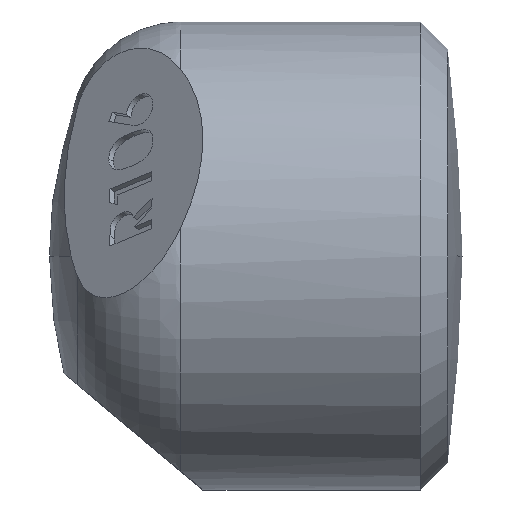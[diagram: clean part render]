
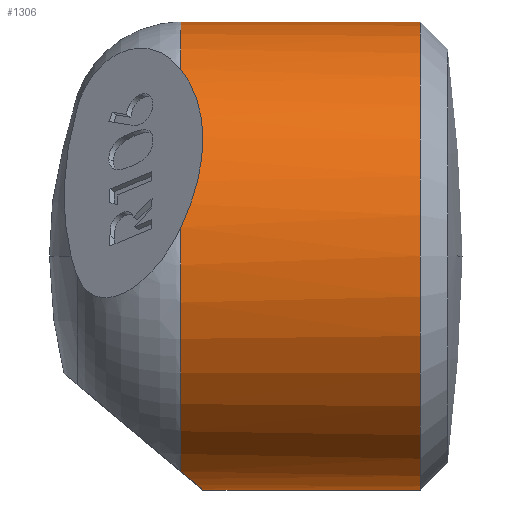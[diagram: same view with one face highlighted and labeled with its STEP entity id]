
A CAD part, left-side view. The second image highlights one B-rep face of the part: STEP entity #1306.
In plain terms, the highlighted cylindrical face has radius 17 mm (diameter 34 mm), a partial arc.
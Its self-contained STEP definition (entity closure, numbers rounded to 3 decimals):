
#1 = VERTEX_POINT ( 'NONE', #1438 ) ;
#39 = DIRECTION ( 'NONE',  ( 0., -1., 0. ) ) ;
#44 = CARTESIAN_POINT ( 'NONE',  ( -10.244, 20.456, 13.567 ) ) ;
#68 = CARTESIAN_POINT ( 'NONE',  ( -6.628, 20.456, -15.655 ) ) ;
#86 = CARTESIAN_POINT ( 'NONE',  ( 0., 0., -17. ) ) ;
#117 = DIRECTION ( 'NONE',  ( 0., -1., 0. ) ) ;
#199 = CARTESIAN_POINT ( 'NONE',  ( -16.299, 18.289, 6.717 ) ) ;
#279 = CARTESIAN_POINT ( 'NONE',  ( 0., 20.456, 0. ) ) ;
#397 = AXIS2_PLACEMENT_3D ( 'NONE', #2367, #1637, #2023 ) ;
#442 = VERTEX_POINT ( 'NONE', #979 ) ;
#450 = CARTESIAN_POINT ( 'NONE',  ( -4.524, 19.394, -16.546 ) ) ;
#455 = ORIENTED_EDGE ( 'NONE', *, *, #1384, .F. ) ;
#515 = CARTESIAN_POINT ( 'NONE',  ( 0., 20.456, 0. ) ) ;
#523 = CARTESIAN_POINT ( 'NONE',  ( 0., 20.456, 17. ) ) ;
#541 = DIRECTION ( 'NONE',  ( 0., -1., 0. ) ) ;
#552 = EDGE_CURVE ( 'NONE', #2198, #1, #559, .T. ) ;
#559 = CIRCLE ( 'NONE', #1030, 17. ) ;
#565 = CARTESIAN_POINT ( 'NONE',  ( 0., 3.067, 0. ) ) ;
#581 = DIRECTION ( 'NONE',  ( 0., -1., 0. ) ) ;
#682 = CARTESIAN_POINT ( 'NONE',  ( 0., 18.853, -17. ) ) ;
#712 = AXIS2_PLACEMENT_3D ( 'NONE', #279, #117, #1754 ) ;
#718 = EDGE_CURVE ( 'NONE', #442, #1, #1365, .T. ) ;
#723 = ORIENTED_EDGE ( 'NONE', *, *, #2342, .T. ) ;
#737 = CARTESIAN_POINT ( 'NONE',  ( -16.871, 20.456, 2.088 ) ) ;
#855 = CARTESIAN_POINT ( 'NONE',  ( -10.244, 20.456, 13.567 ) ) ;
#856 = DIRECTION ( 'NONE',  ( 0., -1., 0. ) ) ;
#929 = ORIENTED_EDGE ( 'NONE', *, *, #552, .F. ) ;
#936 = LINE ( 'NONE', #1146, #2182 ) ;
#962 = ORIENTED_EDGE ( 'NONE', *, *, #1959, .F. ) ;
#979 = CARTESIAN_POINT ( 'NONE',  ( 0., 18.853, -17. ) ) ;
#1028 = CIRCLE ( 'NONE', #1987, 17. ) ;
#1030 = AXIS2_PLACEMENT_3D ( 'NONE', #565, #541, #1283 ) ;
#1055 =( BOUNDED_CURVE ( )  B_SPLINE_CURVE ( 3, ( #682, #2108, #450, #1193 ),
 .UNSPECIFIED., .F., .F. ) 
 B_SPLINE_CURVE_WITH_KNOTS ( ( 4, 4 ),
 ( 0., 0.4 ),
 .UNSPECIFIED. ) 
 CURVE ( )  GEOMETRIC_REPRESENTATION_ITEM ( )  RATIONAL_B_SPLINE_CURVE ( ( 1., 0.987, 0.987, 1. ) ) 
 REPRESENTATION_ITEM ( '' )  );
#1112 = CYLINDRICAL_SURFACE ( 'NONE', #397, 17. ) ;
#1146 = CARTESIAN_POINT ( 'NONE',  ( 0., 0., 17. ) ) ;
#1193 = CARTESIAN_POINT ( 'NONE',  ( -6.628, 20.456, -15.655 ) ) ;
#1283 = DIRECTION ( 'NONE',  ( 0., 0., -1. ) ) ;
#1306 = ADVANCED_FACE ( 'NONE', ( #1472 ), #1112, .T. ) ;
#1351 = VERTEX_POINT ( 'NONE', #68 ) ;
#1365 = LINE ( 'NONE', #86, #2300 ) ;
#1384 = EDGE_CURVE ( 'NONE', #1536, #2198, #936, .T. ) ;
#1431 = EDGE_CURVE ( 'NONE', #442, #1351, #1055, .T. ) ;
#1438 = CARTESIAN_POINT ( 'NONE',  ( 0., 3.067, -17. ) ) ;
#1472 = FACE_OUTER_BOUND ( 'NONE', #1941, .T. ) ;
#1536 = VERTEX_POINT ( 'NONE', #523 ) ;
#1595 = DIRECTION ( 'NONE',  ( 0., 0., -1. ) ) ;
#1635 =( BOUNDED_CURVE ( )  B_SPLINE_CURVE ( 3, ( #737, #199, #1693, #44 ),
 .UNSPECIFIED., .F., .F. ) 
 B_SPLINE_CURVE_WITH_KNOTS ( ( 4, 4 ),
 ( 5.883, 6.684 ),
 .UNSPECIFIED. ) 
 CURVE ( )  GEOMETRIC_REPRESENTATION_ITEM ( )  RATIONAL_B_SPLINE_CURVE ( ( 1., 0.947, 0.947, 1. ) ) 
 REPRESENTATION_ITEM ( '' )  );
#1637 = DIRECTION ( 'NONE',  ( 0., -1., 0. ) ) ;
#1662 = VERTEX_POINT ( 'NONE', #2089 ) ;
#1693 = CARTESIAN_POINT ( 'NONE',  ( -13.966, 18.289, 10.756 ) ) ;
#1745 = VERTEX_POINT ( 'NONE', #855 ) ;
#1750 = ORIENTED_EDGE ( 'NONE', *, *, #2003, .T. ) ;
#1754 = DIRECTION ( 'NONE',  ( 0., 0., -1. ) ) ;
#1889 = ORIENTED_EDGE ( 'NONE', *, *, #1431, .F. ) ;
#1902 = ORIENTED_EDGE ( 'NONE', *, *, #718, .T. ) ;
#1941 = EDGE_LOOP ( 'NONE', ( #455, #1750, #962, #723, #1889, #1902, #929 ) ) ;
#1959 = EDGE_CURVE ( 'NONE', #1662, #1745, #1635, .T. ) ;
#1987 = AXIS2_PLACEMENT_3D ( 'NONE', #515, #856, #1595 ) ;
#2003 = EDGE_CURVE ( 'NONE', #1536, #1745, #2254, .T. ) ;
#2023 = DIRECTION ( 'NONE',  ( 0., 0., -1. ) ) ;
#2050 = CARTESIAN_POINT ( 'NONE',  ( 0., 3.067, 17. ) ) ;
#2089 = CARTESIAN_POINT ( 'NONE',  ( -16.871, 20.456, 2.088 ) ) ;
#2108 = CARTESIAN_POINT ( 'NONE',  ( -2.285, 18.853, -17. ) ) ;
#2182 = VECTOR ( 'NONE', #581, 1000. ) ;
#2198 = VERTEX_POINT ( 'NONE', #2050 ) ;
#2254 = CIRCLE ( 'NONE', #712, 17. ) ;
#2300 = VECTOR ( 'NONE', #39, 1000. ) ;
#2342 = EDGE_CURVE ( 'NONE', #1662, #1351, #1028, .T. ) ;
#2367 = CARTESIAN_POINT ( 'NONE',  ( 0., 0., 0. ) ) ;
